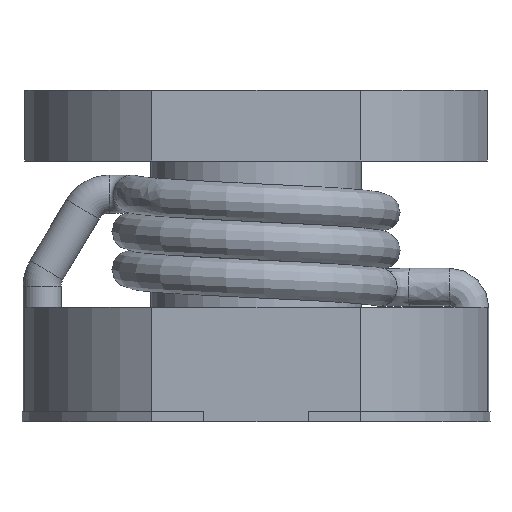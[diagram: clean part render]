
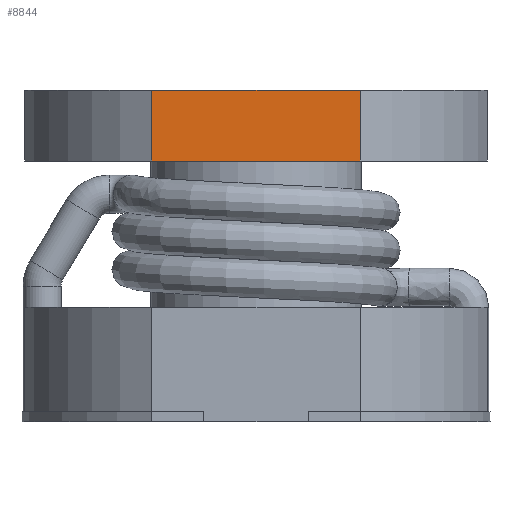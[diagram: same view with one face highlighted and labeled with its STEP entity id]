
A CAD part, front view. The second image highlights one B-rep face of the part: STEP entity #8844.
In plain terms, the highlighted planar face has unit normal (0, -1, 0).
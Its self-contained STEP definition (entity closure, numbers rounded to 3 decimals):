
#657 = PLANE('',#658);
#658 = AXIS2_PLACEMENT_3D('',#659,#660,#661);
#659 = CARTESIAN_POINT('',(0.025,0.,3.18));
#660 = DIRECTION('',(0.,0.,-1.));
#661 = DIRECTION('',(-1.,0.,0.));
#6272 = CYLINDRICAL_SURFACE('',#6273,2.225);
#6273 = AXIS2_PLACEMENT_3D('',#6274,#6275,#6276);
#6274 = CARTESIAN_POINT('',(0.025,0.,3.18));
#6275 = DIRECTION('',(0.,0.,1.));
#6276 = DIRECTION('',(-1.,0.,0.));
#6461 = PLANE('',#6462);
#6462 = AXIS2_PLACEMENT_3D('',#6463,#6464,#6465);
#6463 = CARTESIAN_POINT('',(0.025,0.,2.5));
#6464 = DIRECTION('',(0.,0.,-1.));
#6465 = DIRECTION('',(-1.,0.,0.));
#7145 = VERTEX_POINT('',#7146);
#7146 = CARTESIAN_POINT('',(-1.,-2.,3.18));
#7161 = CYLINDRICAL_SURFACE('',#7162,2.225);
#7162 = AXIS2_PLACEMENT_3D('',#7163,#7164,#7165);
#7163 = CARTESIAN_POINT('',(-0.025,0.,
    3.18));
#7164 = DIRECTION('',(0.,0.,1.));
#7165 = DIRECTION('',(-1.,0.,0.));
#7195 = EDGE_CURVE('',#7196,#7145,#7198,.T.);
#7196 = VERTEX_POINT('',#7197);
#7197 = CARTESIAN_POINT('',(1.,-2.,3.18));
#7198 = SURFACE_CURVE('',#7199,(#7203,#7210),.PCURVE_S1.);
#7199 = LINE('',#7200,#7201);
#7200 = CARTESIAN_POINT('',(1.,-2.,3.18));
#7201 = VECTOR('',#7202,1.);
#7202 = DIRECTION('',(-1.,0.,0.));
#7203 = PCURVE('',#657,#7204);
#7204 = DEFINITIONAL_REPRESENTATION('',(#7205),#7209);
#7205 = LINE('',#7206,#7207);
#7206 = CARTESIAN_POINT('',(-0.975,-2.));
#7207 = VECTOR('',#7208,1.);
#7208 = DIRECTION('',(1.,0.));
#7209 = ( GEOMETRIC_REPRESENTATION_CONTEXT(2) 
PARAMETRIC_REPRESENTATION_CONTEXT() REPRESENTATION_CONTEXT('2D SPACE',''
  ) );
#7210 = PCURVE('',#7211,#7216);
#7211 = PLANE('',#7212);
#7212 = AXIS2_PLACEMENT_3D('',#7213,#7214,#7215);
#7213 = CARTESIAN_POINT('',(1.,-2.,3.18));
#7214 = DIRECTION('',(0.,-1.,0.));
#7215 = DIRECTION('',(1.,0.,0.));
#7216 = DEFINITIONAL_REPRESENTATION('',(#7217),#7221);
#7217 = LINE('',#7218,#7219);
#7218 = CARTESIAN_POINT('',(0.,0.));
#7219 = VECTOR('',#7220,1.);
#7220 = DIRECTION('',(-1.,0.));
#7221 = ( GEOMETRIC_REPRESENTATION_CONTEXT(2) 
PARAMETRIC_REPRESENTATION_CONTEXT() REPRESENTATION_CONTEXT('2D SPACE',''
  ) );
#7621 = VERTEX_POINT('',#7622);
#7622 = CARTESIAN_POINT('',(1.,-2.,2.5));
#7666 = EDGE_CURVE('',#7621,#7667,#7669,.T.);
#7667 = VERTEX_POINT('',#7668);
#7668 = CARTESIAN_POINT('',(-1.,-2.,2.5));
#7669 = SURFACE_CURVE('',#7670,(#7674,#7681),.PCURVE_S1.);
#7670 = LINE('',#7671,#7672);
#7671 = CARTESIAN_POINT('',(1.,-2.,2.5));
#7672 = VECTOR('',#7673,1.);
#7673 = DIRECTION('',(-1.,0.,0.));
#7674 = PCURVE('',#6461,#7675);
#7675 = DEFINITIONAL_REPRESENTATION('',(#7676),#7680);
#7676 = LINE('',#7677,#7678);
#7677 = CARTESIAN_POINT('',(-0.975,-2.));
#7678 = VECTOR('',#7679,1.);
#7679 = DIRECTION('',(1.,0.));
#7680 = ( GEOMETRIC_REPRESENTATION_CONTEXT(2) 
PARAMETRIC_REPRESENTATION_CONTEXT() REPRESENTATION_CONTEXT('2D SPACE',''
  ) );
#7681 = PCURVE('',#7211,#7682);
#7682 = DEFINITIONAL_REPRESENTATION('',(#7683),#7687);
#7683 = LINE('',#7684,#7685);
#7684 = CARTESIAN_POINT('',(0.,-0.68));
#7685 = VECTOR('',#7686,1.);
#7686 = DIRECTION('',(-1.,0.));
#7687 = ( GEOMETRIC_REPRESENTATION_CONTEXT(2) 
PARAMETRIC_REPRESENTATION_CONTEXT() REPRESENTATION_CONTEXT('2D SPACE',''
  ) );
#7972 = EDGE_CURVE('',#7196,#7621,#7973,.T.);
#7973 = SURFACE_CURVE('',#7974,(#7978,#8007),.PCURVE_S1.);
#7974 = LINE('',#7975,#7976);
#7975 = CARTESIAN_POINT('',(1.,-2.,3.18));
#7976 = VECTOR('',#7977,1.);
#7977 = DIRECTION('',(0.,0.,-1.));
#7978 = PCURVE('',#6272,#7979);
#7979 = DEFINITIONAL_REPRESENTATION('',(#7980),#8006);
#7980 = B_SPLINE_CURVE_WITH_KNOTS('',3,(#7981,#7982,#7983,#7984,#7985,
    #7986,#7987,#7988,#7989,#7990,#7991,#7992,#7993,#7994,#7995,#7996,
    #7997,#7998,#7999,#8000,#8001,#8002,#8003,#8004,#8005),
  .UNSPECIFIED.,.F.,.F.,(4,1,1,1,1,1,1,1,1,1,1,1,1,1,1,1,1,1,1,1,1,1,4),
  (0.,0.031,0.062,0.093,
    0.124,0.155,0.185,0.216,
    0.247,0.278,0.309,0.34,0.371,
    0.402,0.433,0.464,0.495,
    0.525,0.556,0.587,0.618,
    0.649,0.68),.QUASI_UNIFORM_KNOTS.);
#7981 = CARTESIAN_POINT('',(2.024,0.));
#7982 = CARTESIAN_POINT('',(2.024,-0.01));
#7983 = CARTESIAN_POINT('',(2.024,-0.031));
#7984 = CARTESIAN_POINT('',(2.024,-0.062));
#7985 = CARTESIAN_POINT('',(2.024,-0.093));
#7986 = CARTESIAN_POINT('',(2.024,-0.124));
#7987 = CARTESIAN_POINT('',(2.024,-0.155));
#7988 = CARTESIAN_POINT('',(2.024,-0.185));
#7989 = CARTESIAN_POINT('',(2.024,-0.216));
#7990 = CARTESIAN_POINT('',(2.024,-0.247));
#7991 = CARTESIAN_POINT('',(2.024,-0.278));
#7992 = CARTESIAN_POINT('',(2.024,-0.309));
#7993 = CARTESIAN_POINT('',(2.024,-0.34));
#7994 = CARTESIAN_POINT('',(2.024,-0.371));
#7995 = CARTESIAN_POINT('',(2.024,-0.402));
#7996 = CARTESIAN_POINT('',(2.024,-0.433));
#7997 = CARTESIAN_POINT('',(2.024,-0.464));
#7998 = CARTESIAN_POINT('',(2.024,-0.495));
#7999 = CARTESIAN_POINT('',(2.024,-0.525));
#8000 = CARTESIAN_POINT('',(2.024,-0.556));
#8001 = CARTESIAN_POINT('',(2.024,-0.587));
#8002 = CARTESIAN_POINT('',(2.024,-0.618));
#8003 = CARTESIAN_POINT('',(2.024,-0.649));
#8004 = CARTESIAN_POINT('',(2.024,-0.67));
#8005 = CARTESIAN_POINT('',(2.024,-0.68));
#8006 = ( GEOMETRIC_REPRESENTATION_CONTEXT(2) 
PARAMETRIC_REPRESENTATION_CONTEXT() REPRESENTATION_CONTEXT('2D SPACE',''
  ) );
#8007 = PCURVE('',#7211,#8008);
#8008 = DEFINITIONAL_REPRESENTATION('',(#8009),#8013);
#8009 = LINE('',#8010,#8011);
#8010 = CARTESIAN_POINT('',(0.,0.));
#8011 = VECTOR('',#8012,1.);
#8012 = DIRECTION('',(0.,-1.));
#8013 = ( GEOMETRIC_REPRESENTATION_CONTEXT(2) 
PARAMETRIC_REPRESENTATION_CONTEXT() REPRESENTATION_CONTEXT('2D SPACE',''
  ) );
#8844 = ADVANCED_FACE('',(#8845),#7211,.T.);
#8845 = FACE_BOUND('',#8846,.T.);
#8846 = EDGE_LOOP('',(#8847,#8848,#8849,#8850));
#8847 = ORIENTED_EDGE('',*,*,#7666,.F.);
#8848 = ORIENTED_EDGE('',*,*,#7972,.F.);
#8849 = ORIENTED_EDGE('',*,*,#7195,.T.);
#8850 = ORIENTED_EDGE('',*,*,#8851,.T.);
#8851 = EDGE_CURVE('',#7145,#7667,#8852,.T.);
#8852 = SURFACE_CURVE('',#8853,(#8857,#8864),.PCURVE_S1.);
#8853 = LINE('',#8854,#8855);
#8854 = CARTESIAN_POINT('',(-1.,-2.,3.18));
#8855 = VECTOR('',#8856,1.);
#8856 = DIRECTION('',(0.,0.,-1.));
#8857 = PCURVE('',#7211,#8858);
#8858 = DEFINITIONAL_REPRESENTATION('',(#8859),#8863);
#8859 = LINE('',#8860,#8861);
#8860 = CARTESIAN_POINT('',(-2.,0.));
#8861 = VECTOR('',#8862,1.);
#8862 = DIRECTION('',(0.,-1.));
#8863 = ( GEOMETRIC_REPRESENTATION_CONTEXT(2) 
PARAMETRIC_REPRESENTATION_CONTEXT() REPRESENTATION_CONTEXT('2D SPACE',''
  ) );
#8864 = PCURVE('',#7161,#8865);
#8865 = DEFINITIONAL_REPRESENTATION('',(#8866),#8892);
#8866 = B_SPLINE_CURVE_WITH_KNOTS('',3,(#8867,#8868,#8869,#8870,#8871,
    #8872,#8873,#8874,#8875,#8876,#8877,#8878,#8879,#8880,#8881,#8882,
    #8883,#8884,#8885,#8886,#8887,#8888,#8889,#8890,#8891),
  .UNSPECIFIED.,.F.,.F.,(4,1,1,1,1,1,1,1,1,1,1,1,1,1,1,1,1,1,1,1,1,1,4),
  (0.,0.031,0.062,0.093,
    0.124,0.155,0.185,0.216,
    0.247,0.278,0.309,0.34,0.371,
    0.402,0.433,0.464,0.495,
    0.525,0.556,0.587,0.618,
    0.649,0.68),.QUASI_UNIFORM_KNOTS.);
#8867 = CARTESIAN_POINT('',(1.117,0.));
#8868 = CARTESIAN_POINT('',(1.117,-0.01));
#8869 = CARTESIAN_POINT('',(1.117,-0.031));
#8870 = CARTESIAN_POINT('',(1.117,-0.062));
#8871 = CARTESIAN_POINT('',(1.117,-0.093));
#8872 = CARTESIAN_POINT('',(1.117,-0.124));
#8873 = CARTESIAN_POINT('',(1.117,-0.155));
#8874 = CARTESIAN_POINT('',(1.117,-0.185));
#8875 = CARTESIAN_POINT('',(1.117,-0.216));
#8876 = CARTESIAN_POINT('',(1.117,-0.247));
#8877 = CARTESIAN_POINT('',(1.117,-0.278));
#8878 = CARTESIAN_POINT('',(1.117,-0.309));
#8879 = CARTESIAN_POINT('',(1.117,-0.34));
#8880 = CARTESIAN_POINT('',(1.117,-0.371));
#8881 = CARTESIAN_POINT('',(1.117,-0.402));
#8882 = CARTESIAN_POINT('',(1.117,-0.433));
#8883 = CARTESIAN_POINT('',(1.117,-0.464));
#8884 = CARTESIAN_POINT('',(1.117,-0.495));
#8885 = CARTESIAN_POINT('',(1.117,-0.525));
#8886 = CARTESIAN_POINT('',(1.117,-0.556));
#8887 = CARTESIAN_POINT('',(1.117,-0.587));
#8888 = CARTESIAN_POINT('',(1.117,-0.618));
#8889 = CARTESIAN_POINT('',(1.117,-0.649));
#8890 = CARTESIAN_POINT('',(1.117,-0.67));
#8891 = CARTESIAN_POINT('',(1.117,-0.68));
#8892 = ( GEOMETRIC_REPRESENTATION_CONTEXT(2) 
PARAMETRIC_REPRESENTATION_CONTEXT() REPRESENTATION_CONTEXT('2D SPACE',''
  ) );
